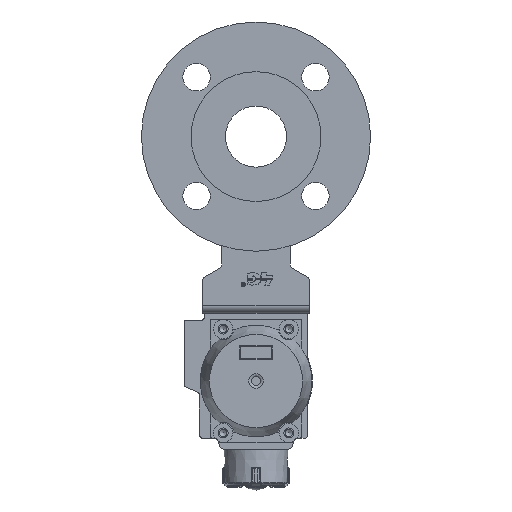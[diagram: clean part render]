
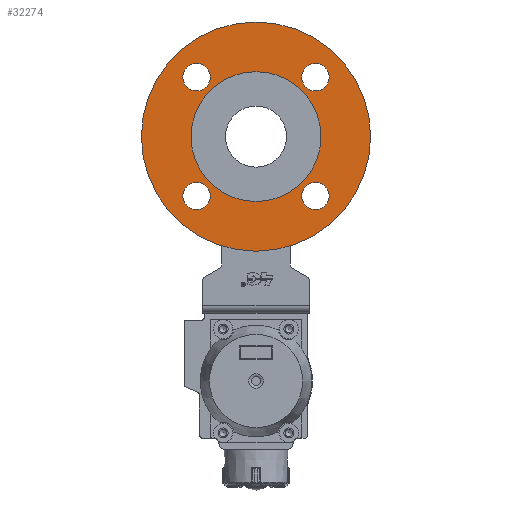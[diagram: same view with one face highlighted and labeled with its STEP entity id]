
A CAD part, front view. The second image highlights one B-rep face of the part: STEP entity #32274.
In plain terms, the highlighted planar face has unit normal (0, -1, 0).
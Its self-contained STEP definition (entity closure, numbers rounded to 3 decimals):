
#1270=CIRCLE('',#37095,75.);
#1287=CIRCLE('',#37114,42.5);
#1289=CIRCLE('',#37117,9.);
#1290=CIRCLE('',#37118,9.);
#1291=CIRCLE('',#37119,9.);
#1292=CIRCLE('',#37120,9.);
#6055=ORIENTED_EDGE('',*,*,#15140,.F.);
#6056=ORIENTED_EDGE('',*,*,#15141,.F.);
#6057=ORIENTED_EDGE('',*,*,#15142,.F.);
#6058=ORIENTED_EDGE('',*,*,#15143,.F.);
#6059=ORIENTED_EDGE('',*,*,#15117,.T.);
#6060=ORIENTED_EDGE('',*,*,#15138,.T.);
#15117=EDGE_CURVE('',#19767,#19767,#1270,.T.);
#15138=EDGE_CURVE('',#19788,#19788,#1287,.T.);
#15140=EDGE_CURVE('',#19790,#19790,#1289,.T.);
#15141=EDGE_CURVE('',#19791,#19791,#1290,.T.);
#15142=EDGE_CURVE('',#19792,#19792,#1291,.T.);
#15143=EDGE_CURVE('',#19793,#19793,#1292,.T.);
#19767=VERTEX_POINT('',#51000);
#19788=VERTEX_POINT('',#51044);
#19790=VERTEX_POINT('',#51049);
#19791=VERTEX_POINT('',#51051);
#19792=VERTEX_POINT('',#51053);
#19793=VERTEX_POINT('',#51055);
#26570=EDGE_LOOP('',(#6055));
#26571=EDGE_LOOP('',(#6056));
#26572=EDGE_LOOP('',(#6057));
#26573=EDGE_LOOP('',(#6058));
#26574=EDGE_LOOP('',(#6059));
#26575=EDGE_LOOP('',(#6060));
#29111=FACE_BOUND('',#26570,.T.);
#29112=FACE_BOUND('',#26571,.T.);
#29113=FACE_BOUND('',#26572,.T.);
#29114=FACE_BOUND('',#26573,.T.);
#29115=FACE_BOUND('',#26574,.T.);
#29116=FACE_BOUND('',#26575,.T.);
#31482=PLANE('',#37116);
#32274=ADVANCED_FACE('',(#29111,#29112,#29113,#29114,#29115,#29116),#31482,
 .T.);
#37095=AXIS2_PLACEMENT_3D('',#50999,#41444,#41445);
#37114=AXIS2_PLACEMENT_3D('',#51043,#41486,#41487);
#37116=AXIS2_PLACEMENT_3D('',#51047,#41490,#41491);
#37117=AXIS2_PLACEMENT_3D('',#51048,#41492,#41493);
#37118=AXIS2_PLACEMENT_3D('',#51050,#41494,#41495);
#37119=AXIS2_PLACEMENT_3D('',#51052,#41496,#41497);
#37120=AXIS2_PLACEMENT_3D('',#51054,#41498,#41499);
#41444=DIRECTION('',(0.,-1.,0.));
#41445=DIRECTION('',(1.,0.,0.));
#41486=DIRECTION('',(0.,1.,0.));
#41487=DIRECTION('',(1.,0.,0.));
#41490=DIRECTION('',(0.,-1.,0.));
#41491=DIRECTION('',(0.,0.,-1.));
#41492=DIRECTION('',(0.,-1.,0.));
#41493=DIRECTION('',(-1.,0.,0.));
#41494=DIRECTION('',(0.,-1.,0.));
#41495=DIRECTION('',(-1.,0.,0.));
#41496=DIRECTION('',(0.,-1.,0.));
#41497=DIRECTION('',(-1.,0.,0.));
#41498=DIRECTION('',(0.,-1.,0.));
#41499=DIRECTION('',(-1.,0.,0.));
#50999=CARTESIAN_POINT('',(0.,-68.,0.));
#51000=CARTESIAN_POINT('',(75.,-68.,0.));
#51043=CARTESIAN_POINT('',(0.,-68.,0.));
#51044=CARTESIAN_POINT('',(42.5,-68.,0.));
#51047=CARTESIAN_POINT('',(0.,-68.,0.));
#51048=CARTESIAN_POINT('',(38.891,-68.,38.891));
#51049=CARTESIAN_POINT('',(29.891,-68.,38.891));
#51050=CARTESIAN_POINT('',(-38.891,-68.,38.891));
#51051=CARTESIAN_POINT('',(-47.891,-68.,38.891));
#51052=CARTESIAN_POINT('',(-38.891,-68.,-38.891));
#51053=CARTESIAN_POINT('',(-47.891,-68.,-38.891));
#51054=CARTESIAN_POINT('',(38.891,-68.,-38.891));
#51055=CARTESIAN_POINT('',(29.891,-68.,-38.891));
